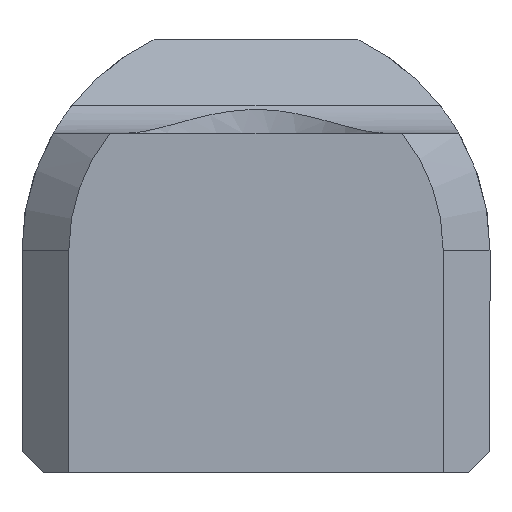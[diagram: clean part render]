
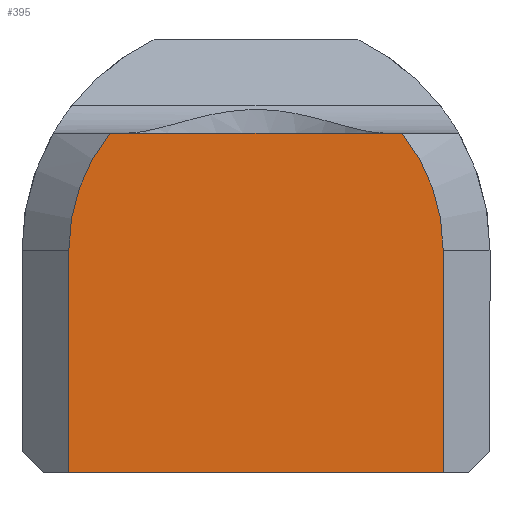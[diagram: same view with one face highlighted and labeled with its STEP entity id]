
A CAD part, front view. The second image highlights one B-rep face of the part: STEP entity #395.
In plain terms, the highlighted planar face has unit normal (0, -1, 0).
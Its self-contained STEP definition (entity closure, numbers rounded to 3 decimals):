
#44 = CARTESIAN_POINT ( 'NONE',  ( -5.001, 0., 2.5 ) ) ;
#49 = CIRCLE ( 'NONE', #670, 4. ) ;
#58 = CARTESIAN_POINT ( 'NONE',  ( -4., 0., -4.75 ) ) ;
#60 = EDGE_CURVE ( 'NONE', #334, #458, #611, .T. ) ;
#74 = VERTEX_POINT ( 'NONE', #489 ) ;
#110 = FACE_OUTER_BOUND ( 'NONE', #732, .T. ) ;
#119 = EDGE_CURVE ( 'NONE', #561, #334, #766, .T. ) ;
#135 = DIRECTION ( 'NONE',  ( 0., 0., -1. ) ) ;
#159 = CARTESIAN_POINT ( 'NONE',  ( 0., 0., 0. ) ) ;
#169 = VERTEX_POINT ( 'NONE', #629 ) ;
#180 = EDGE_CURVE ( 'NONE', #561, #571, #660, .T. ) ;
#202 = DIRECTION ( 'NONE',  ( 1., 0., 0. ) ) ;
#225 = EDGE_CURVE ( 'NONE', #74, #458, #601, .T. ) ;
#226 = DIRECTION ( 'NONE',  ( 0., 0., 1. ) ) ;
#253 = DIRECTION ( 'NONE',  ( 0., 0., 1. ) ) ;
#256 = DIRECTION ( 'NONE',  ( -1., 0., 0. ) ) ;
#259 = ORIENTED_EDGE ( 'NONE', *, *, #60, .T. ) ;
#271 = CARTESIAN_POINT ( 'NONE',  ( -4., 0., 0. ) ) ;
#272 = ORIENTED_EDGE ( 'NONE', *, *, #180, .F. ) ;
#285 = DIRECTION ( 'NONE',  ( 0., 0., 1. ) ) ;
#288 = ORIENTED_EDGE ( 'NONE', *, *, #498, .T. ) ;
#296 = DIRECTION ( 'NONE',  ( 0., 0., 1. ) ) ;
#299 = VECTOR ( 'NONE', #202, 1000. ) ;
#334 = VERTEX_POINT ( 'NONE', #271 ) ;
#388 = LINE ( 'NONE', #725, #467 ) ;
#395 = ADVANCED_FACE ( 'NONE', ( #110 ), #756, .F. ) ;
#433 = DIRECTION ( 'NONE',  ( 0., -1., 0. ) ) ;
#458 = VERTEX_POINT ( 'NONE', #58 ) ;
#467 = VECTOR ( 'NONE', #296, 1000. ) ;
#468 = CARTESIAN_POINT ( 'NONE',  ( 0., 0., 0. ) ) ;
#489 = CARTESIAN_POINT ( 'NONE',  ( 4., 0., -4.75 ) ) ;
#498 = EDGE_CURVE ( 'NONE', #169, #571, #49, .T. ) ;
#550 = CARTESIAN_POINT ( 'NONE',  ( -4., 0., 0. ) ) ;
#554 = CARTESIAN_POINT ( 'NONE',  ( 3.122, 0., 2.5 ) ) ;
#561 = VERTEX_POINT ( 'NONE', #664 ) ;
#571 = VERTEX_POINT ( 'NONE', #554 ) ;
#578 = EDGE_CURVE ( 'NONE', #74, #169, #388, .T. ) ;
#584 = VECTOR ( 'NONE', #256, 1000. ) ;
#601 = LINE ( 'NONE', #739, #584 ) ;
#611 = LINE ( 'NONE', #550, #747 ) ;
#621 = AXIS2_PLACEMENT_3D ( 'NONE', #671, #433, #253 ) ;
#629 = CARTESIAN_POINT ( 'NONE',  ( 4., 0., 0. ) ) ;
#647 = ORIENTED_EDGE ( 'NONE', *, *, #578, .T. ) ;
#648 = DIRECTION ( 'NONE',  ( 0., -1., 0. ) ) ;
#660 = LINE ( 'NONE', #44, #299 ) ;
#664 = CARTESIAN_POINT ( 'NONE',  ( -3.122, 0., 2.5 ) ) ;
#665 = ORIENTED_EDGE ( 'NONE', *, *, #119, .T. ) ;
#670 = AXIS2_PLACEMENT_3D ( 'NONE', #468, #648, #285 ) ;
#671 = CARTESIAN_POINT ( 'NONE',  ( 0., 0., 0. ) ) ;
#701 = AXIS2_PLACEMENT_3D ( 'NONE', #159, #702, #226 ) ;
#702 = DIRECTION ( 'NONE',  ( 0., 1., 0. ) ) ;
#725 = CARTESIAN_POINT ( 'NONE',  ( 4., 0., 0. ) ) ;
#732 = EDGE_LOOP ( 'NONE', ( #647, #288, #272, #665, #259, #761 ) ) ;
#739 = CARTESIAN_POINT ( 'NONE',  ( -4.55, 0., -4.75 ) ) ;
#747 = VECTOR ( 'NONE', #135, 1000. ) ;
#756 = PLANE ( 'NONE',  #701 ) ;
#761 = ORIENTED_EDGE ( 'NONE', *, *, #225, .F. ) ;
#766 = CIRCLE ( 'NONE', #621, 4. ) ;
